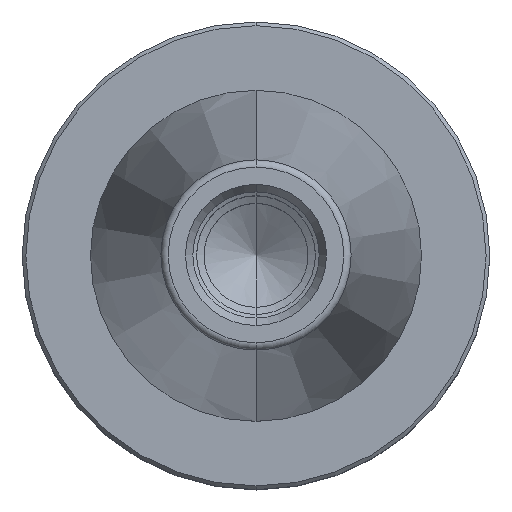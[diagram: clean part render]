
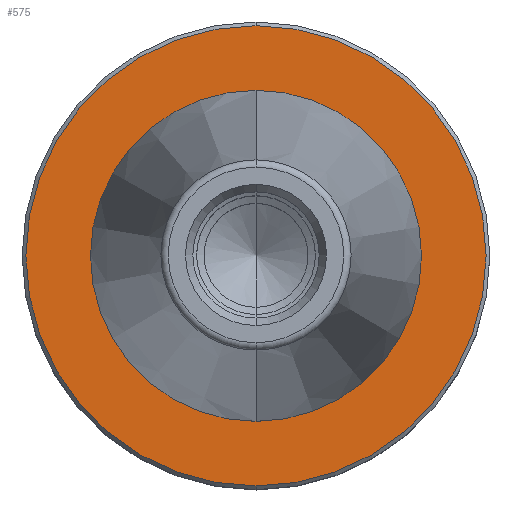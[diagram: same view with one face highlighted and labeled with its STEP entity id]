
A CAD part, top view. The second image highlights one B-rep face of the part: STEP entity #575.
In plain terms, the highlighted planar face has unit normal (0, 0, 1).
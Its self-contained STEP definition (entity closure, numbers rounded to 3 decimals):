
#297=VERTEX_POINT('',#835);
#303=VERTEX_POINT('',#842);
#313=EDGE_CURVE('',#717,#303,#852,.T.);
#411=EDGE_CURVE('',#297,#423,#962,.T.);
#423=VERTEX_POINT('',#977);
#575=ADVANCED_FACE('',(#1154,#1155),#1156,.T.);
#621=EDGE_CURVE('',#423,#297,#1206,.T.);
#661=EDGE_CURVE('',#303,#717,#1250,.T.);
#717=VERTEX_POINT('',#1316);
#835=CARTESIAN_POINT('',(0.,-31.0,-2.0));
#842=CARTESIAN_POINT('',(0.,-22.298,-2.0));
#852=CIRCLE('',#1462,22.298);
#962=CIRCLE('',#1608,31.0);
#977=CARTESIAN_POINT('',(0.0,31.0,-2.0));
#1154=FACE_OUTER_BOUND('',#1848,.T.);
#1155=FACE_BOUND('',#1849,.T.);
#1156=PLANE('',#1850);
#1206=CIRCLE('',#1915,31.0);
#1250=CIRCLE('',#1972,22.298);
#1316=CARTESIAN_POINT('',(0.0,22.298,-2.0));
#1462=AXIS2_PLACEMENT_3D('',#2209,#2210,#2211);
#1608=AXIS2_PLACEMENT_3D('',#2343,#2344,#2345);
#1848=EDGE_LOOP('',(#2632,#2633));
#1849=EDGE_LOOP('',(#2634,#2635));
#1850=AXIS2_PLACEMENT_3D('',#2636,#2637,#2638);
#1915=AXIS2_PLACEMENT_3D('',#2693,#2694,#2695);
#1972=AXIS2_PLACEMENT_3D('',#2749,#2750,#2751);
#2209=CARTESIAN_POINT('',(0.0,0.0,-2.0));
#2210=DIRECTION('',(0.0,0.0,-1.0));
#2211=DIRECTION('',(0.0,1.0,0.0));
#2343=CARTESIAN_POINT('',(0.0,0.0,-2.0));
#2344=DIRECTION('',(0.0,0.0,-1.0));
#2345=DIRECTION('',(0.0,1.0,0.0));
#2632=ORIENTED_EDGE('',*,*,#621,.F.);
#2633=ORIENTED_EDGE('',*,*,#411,.F.);
#2634=ORIENTED_EDGE('',*,*,#313,.T.);
#2635=ORIENTED_EDGE('',*,*,#661,.T.);
#2636=CARTESIAN_POINT('',(0.0,26.649,-2.0));
#2637=DIRECTION('',(-0.0,0.0,1.0));
#2638=DIRECTION('',(0.0,-1.0,0.0));
#2693=CARTESIAN_POINT('',(0.0,0.0,-2.0));
#2694=DIRECTION('',(0.0,0.0,-1.0));
#2695=DIRECTION('',(0.0,1.0,0.0));
#2749=CARTESIAN_POINT('',(0.0,0.0,-2.0));
#2750=DIRECTION('',(0.0,0.0,-1.0));
#2751=DIRECTION('',(0.0,1.0,0.0));
